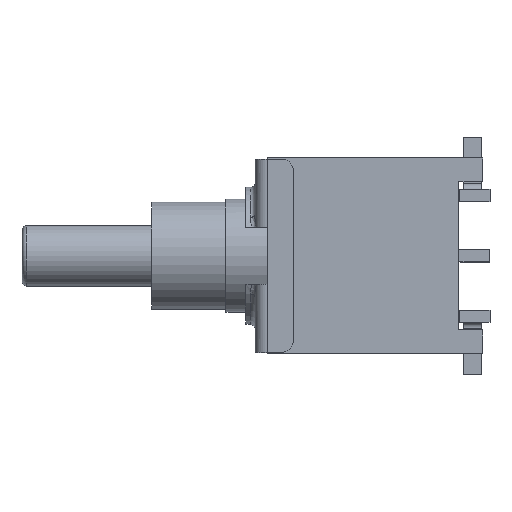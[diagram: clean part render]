
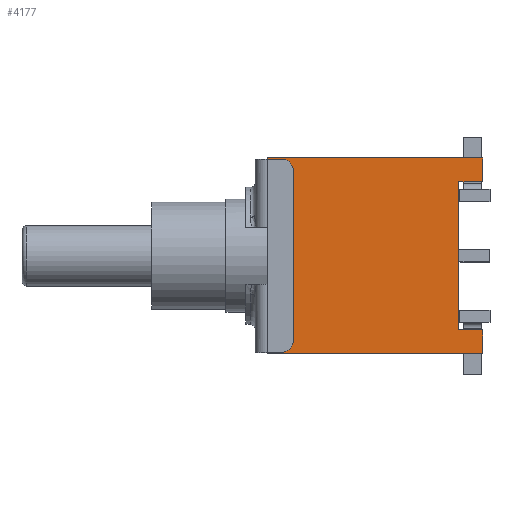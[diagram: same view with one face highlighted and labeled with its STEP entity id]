
A CAD part, top view. The second image highlights one B-rep face of the part: STEP entity #4177.
In plain terms, the highlighted planar face has unit normal (0, 0, 1).
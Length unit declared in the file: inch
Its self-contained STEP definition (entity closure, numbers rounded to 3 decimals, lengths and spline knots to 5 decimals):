
#3777=CARTESIAN_POINT('',(0.3563,-0.16201,0.1));
#3778=VERTEX_POINT('',#3777);
#3785=CARTESIAN_POINT('',(0.,-0.16201,0.1));
#3786=VERTEX_POINT('',#3785);
#3787=CARTESIAN_POINT('',(0.3563,-0.16201,0.1));
#3788=DIRECTION('',(-1.0,0.0,0.0));
#3789=VECTOR('',#3788,0.3563);
#3790=LINE('',#3787,#3789);
#3791=EDGE_CURVE('',#3778,#3786,#3790,.T.);
#3824=CARTESIAN_POINT('',(0.3563,0.16201,0.1));
#3825=VERTEX_POINT('',#3824);
#3832=CARTESIAN_POINT('',(0.3563,0.12264,0.1));
#3833=VERTEX_POINT('',#3832);
#3834=CARTESIAN_POINT('',(0.3563,0.16201,0.1));
#3835=DIRECTION('',(0.0,-1.0,0.0));
#3836=VECTOR('',#3835,0.03937);
#3837=LINE('',#3834,#3836);
#3838=EDGE_CURVE('',#3825,#3833,#3837,.T.);
#3886=CARTESIAN_POINT('',(0.3563,-0.12264,0.1));
#3887=VERTEX_POINT('',#3886);
#3894=CARTESIAN_POINT('',(0.3563,-0.12264,0.1));
#3895=DIRECTION('',(0.0,-1.0,0.0));
#3896=VECTOR('',#3895,0.03937);
#3897=LINE('',#3894,#3896);
#3898=EDGE_CURVE('',#3887,#3778,#3897,.T.);
#3911=CARTESIAN_POINT('',(0.31693,0.12264,0.1));
#3912=VERTEX_POINT('',#3911);
#3913=CARTESIAN_POINT('',(0.3563,0.12264,0.1));
#3914=DIRECTION('',(-1.0,0.0,0.0));
#3915=VECTOR('',#3914,0.03937);
#3916=LINE('',#3913,#3915);
#3917=EDGE_CURVE('',#3833,#3912,#3916,.T.);
#3958=CARTESIAN_POINT('',(0.31693,-0.12264,0.1));
#3959=VERTEX_POINT('',#3958);
#3966=CARTESIAN_POINT('',(0.31693,-0.12264,0.1));
#3967=DIRECTION('',(1.0,0.0,0.0));
#3968=VECTOR('',#3967,0.03937);
#3969=LINE('',#3966,#3968);
#3970=EDGE_CURVE('',#3959,#3887,#3969,.T.);
#4005=CARTESIAN_POINT('',(0.31693,0.12264,0.1));
#4006=DIRECTION('',(0.0,-1.0,0.0));
#4007=VECTOR('',#4006,0.24528);
#4008=LINE('',#4005,#4007);
#4009=EDGE_CURVE('',#3912,#3959,#4008,.T.);
#4029=CARTESIAN_POINT('',(0.,0.16201,0.1));
#4030=VERTEX_POINT('',#4029);
#4031=CARTESIAN_POINT('',(0.,-0.16201,0.1));
#4032=DIRECTION('',(0.0,1.0,0.0));
#4033=VECTOR('',#4032,0.32402);
#4034=LINE('',#4031,#4033);
#4035=EDGE_CURVE('',#3786,#4030,#4034,.T.);
#4081=CARTESIAN_POINT('',(0.,0.16201,0.1));
#4082=DIRECTION('',(1.0,0.0,0.0));
#4083=VECTOR('',#4082,0.3563);
#4084=LINE('',#4081,#4083);
#4085=EDGE_CURVE('',#4030,#3825,#4084,.T.);
#4162=CARTESIAN_POINT('',(-0.01781,-0.17821,0.1));
#4163=DIRECTION('',(0.0,0.0,1.0));
#4164=DIRECTION('',(1.0,0.0,0.0));
#4165=AXIS2_PLACEMENT_3D('',#4162,#4163,#4164);
#4166=PLANE('',#4165);
#4167=ORIENTED_EDGE('',*,*,#3791,.F.);
#4168=ORIENTED_EDGE('',*,*,#3898,.F.);
#4169=ORIENTED_EDGE('',*,*,#3970,.F.);
#4170=ORIENTED_EDGE('',*,*,#4009,.F.);
#4171=ORIENTED_EDGE('',*,*,#3917,.F.);
#4172=ORIENTED_EDGE('',*,*,#3838,.F.);
#4173=ORIENTED_EDGE('',*,*,#4085,.F.);
#4174=ORIENTED_EDGE('',*,*,#4035,.F.);
#4175=EDGE_LOOP('',(#4167,#4168,#4169,#4170,#4171,#4172,#4173,#4174));
#4176=FACE_OUTER_BOUND('',#4175,.T.);
#4177=ADVANCED_FACE('',(#4176),#4166,.T.);
